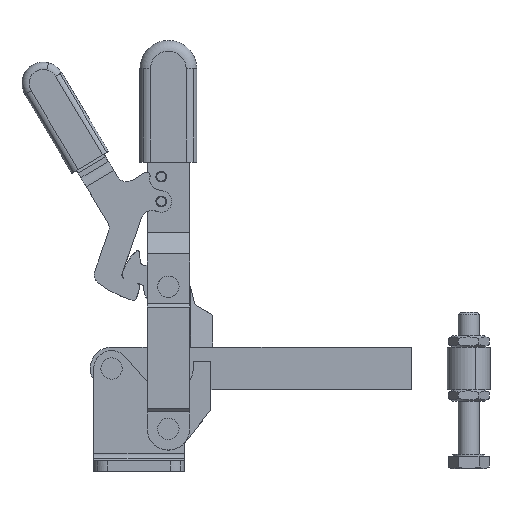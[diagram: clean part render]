
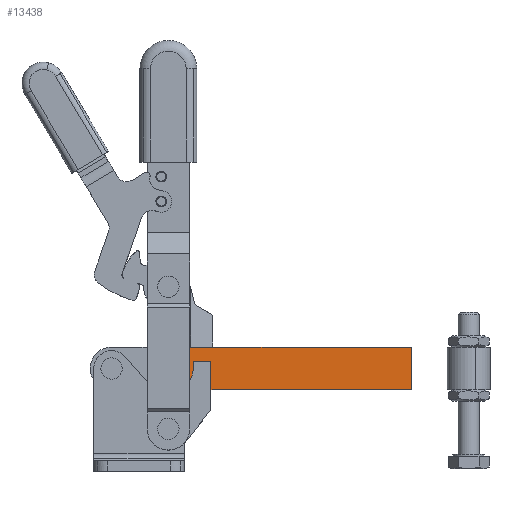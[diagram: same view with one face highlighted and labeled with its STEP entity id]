
A CAD part, top view. The second image highlights one B-rep face of the part: STEP entity #13438.
In plain terms, the highlighted planar face has unit normal (0, 0, 1).
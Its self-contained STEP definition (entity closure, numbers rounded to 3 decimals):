
#6154=AXIS2_PLACEMENT_3D('Circle Axis2P3D',#6152,#6153,$) ;
#7659=AXIS2_PLACEMENT_3D('Circle Axis2P3D',#7657,#7658,$) ;
#13279=AXIS2_PLACEMENT_3D('Plane Axis2P3D',#13276,#13277,#13278) ;
#3417=CARTESIAN_POINT('Vertex',(-1063.165,534.514,-297.233)) ;
#3420=CARTESIAN_POINT('Line Origine',(-1063.165,537.514,-297.233)) ;
#3424=CARTESIAN_POINT('Vertex',(-1063.165,540.514,-297.233)) ;
#4227=CARTESIAN_POINT('Vertex',(-1065.559,528.514,-297.233)) ;
#4234=CARTESIAN_POINT('Vertex',(-1057.165,528.514,-297.233)) ;
#6149=CARTESIAN_POINT('Vertex',(-1069.165,528.514,-297.233)) ;
#6152=CARTESIAN_POINT('Axis2P3D Location',(-1069.165,534.514,-297.233)) ;
#7230=CARTESIAN_POINT('Line Origine',(-1059.915,540.514,-297.233)) ;
#7234=CARTESIAN_POINT('Vertex',(-1056.665,540.514,-297.233)) ;
#7625=CARTESIAN_POINT('Line Origine',(-1057.165,532.514,-297.233)) ;
#7629=CARTESIAN_POINT('Vertex',(-1057.165,536.514,-297.233)) ;
#7654=CARTESIAN_POINT('Vertex',(-1062.165,534.514,-297.233)) ;
#7657=CARTESIAN_POINT('Axis2P3D Location',(-1069.165,534.514,-297.233)) ;
#9249=CARTESIAN_POINT('Vertex',(-1062.165,536.514,-297.233)) ;
#9252=CARTESIAN_POINT('Line Origine',(-1059.665,536.514,-297.233)) ;
#9269=CARTESIAN_POINT('Line Origine',(-1062.165,535.514,-297.233)) ;
#13276=CARTESIAN_POINT('Axis2P3D Location',(-1079.165,534.514,-297.233)) ;
#13309=CARTESIAN_POINT('Line Origine',(-1028.665,540.514,-297.233)) ;
#13313=CARTESIAN_POINT('Vertex',(-1000.665,540.514,-297.233)) ;
#13376=CARTESIAN_POINT('Line Origine',(-1028.915,528.514,-297.233)) ;
#13380=CARTESIAN_POINT('Vertex',(-1000.665,528.514,-297.233)) ;
#13383=CARTESIAN_POINT('Line Origine',(-1067.362,528.514,-297.233)) ;
#13420=CARTESIAN_POINT('Line Origine',(-1000.665,534.514,-297.233)) ;
#3421=DIRECTION('Vector Direction',(0.,-1.,0.)) ;
#6153=DIRECTION('Axis2P3D Direction',(0.,0.,1.)) ;
#7231=DIRECTION('Vector Direction',(1.,0.,0.)) ;
#7626=DIRECTION('Vector Direction',(0.,-1.,0.)) ;
#7658=DIRECTION('Axis2P3D Direction',(0.,0.,-1.)) ;
#9253=DIRECTION('Vector Direction',(1.,0.,0.)) ;
#9270=DIRECTION('Vector Direction',(0.,1.,0.)) ;
#13277=DIRECTION('Axis2P3D Direction',(0.,0.,1.)) ;
#13278=DIRECTION('Axis2P3D XDirection',(1.,0.,0.)) ;
#13310=DIRECTION('Vector Direction',(1.,0.,0.)) ;
#13377=DIRECTION('Vector Direction',(-1.,0.,0.)) ;
#13384=DIRECTION('Vector Direction',(-1.,0.,0.)) ;
#13421=DIRECTION('Vector Direction',(0.,1.,0.)) ;
#3422=VECTOR('Line Direction',#3421,1.) ;
#7232=VECTOR('Line Direction',#7231,1.) ;
#7627=VECTOR('Line Direction',#7626,1.) ;
#9254=VECTOR('Line Direction',#9253,1.) ;
#9271=VECTOR('Line Direction',#9270,1.) ;
#13311=VECTOR('Line Direction',#13310,1.) ;
#13378=VECTOR('Line Direction',#13377,1.) ;
#13385=VECTOR('Line Direction',#13384,1.) ;
#13422=VECTOR('Line Direction',#13421,1.) ;
#13426=ORIENTED_EDGE('',*,*,#13382,.F.) ;
#13427=ORIENTED_EDGE('',*,*,#13424,.T.) ;
#13428=ORIENTED_EDGE('',*,*,#13315,.F.) ;
#13429=ORIENTED_EDGE('',*,*,#7236,.F.) ;
#13430=ORIENTED_EDGE('',*,*,#3426,.T.) ;
#13431=ORIENTED_EDGE('',*,*,#6156,.T.) ;
#13432=ORIENTED_EDGE('',*,*,#13387,.F.) ;
#13433=ORIENTED_EDGE('',*,*,#7661,.T.) ;
#13434=ORIENTED_EDGE('',*,*,#9273,.T.) ;
#13435=ORIENTED_EDGE('',*,*,#9256,.T.) ;
#13436=ORIENTED_EDGE('',*,*,#7631,.T.) ;
#13438=ADVANCED_FACE('VERTIKALSPANNER_TS_V_113_WB_SL_357849',(#13437),#13280,.T.) ;
#6155=CIRCLE('generated circle',#6154,6.) ;
#7660=CIRCLE('generated circle',#7659,7.) ;
#3426=EDGE_CURVE('',#3425,#3418,#3423,.T.) ;
#6156=EDGE_CURVE('',#3418,#6150,#6155,.F.) ;
#7236=EDGE_CURVE('',#3425,#7235,#7233,.T.) ;
#7631=EDGE_CURVE('',#7630,#4235,#7628,.T.) ;
#7661=EDGE_CURVE('',#4228,#7655,#7660,.F.) ;
#9256=EDGE_CURVE('',#9250,#7630,#9255,.T.) ;
#9273=EDGE_CURVE('',#7655,#9250,#9272,.T.) ;
#13315=EDGE_CURVE('',#7235,#13314,#13312,.T.) ;
#13382=EDGE_CURVE('',#13381,#4235,#13379,.T.) ;
#13387=EDGE_CURVE('',#4228,#6150,#13386,.T.) ;
#13424=EDGE_CURVE('',#13381,#13314,#13423,.T.) ;
#13425=EDGE_LOOP('',(#13426,#13427,#13428,#13429,#13430,#13431,#13432,#13433,#13434,#13435,#13436)) ;
#13437=FACE_OUTER_BOUND('',#13425,.T.) ;
#3423=LINE('Line',#3420,#3422) ;
#7233=LINE('Line',#7230,#7232) ;
#7628=LINE('Line',#7625,#7627) ;
#9255=LINE('Line',#9252,#9254) ;
#9272=LINE('Line',#9269,#9271) ;
#13312=LINE('Line',#13309,#13311) ;
#13379=LINE('Line',#13376,#13378) ;
#13386=LINE('Line',#13383,#13385) ;
#13423=LINE('Line',#13420,#13422) ;
#13280=PLANE('Plane',#13279) ;
#3418=VERTEX_POINT('',#3417) ;
#3425=VERTEX_POINT('',#3424) ;
#4228=VERTEX_POINT('',#4227) ;
#4235=VERTEX_POINT('',#4234) ;
#6150=VERTEX_POINT('',#6149) ;
#7235=VERTEX_POINT('',#7234) ;
#7630=VERTEX_POINT('',#7629) ;
#7655=VERTEX_POINT('',#7654) ;
#9250=VERTEX_POINT('',#9249) ;
#13314=VERTEX_POINT('',#13313) ;
#13381=VERTEX_POINT('',#13380) ;
